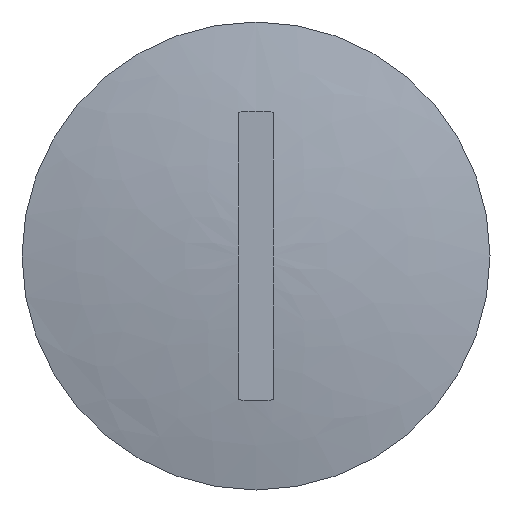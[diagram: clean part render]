
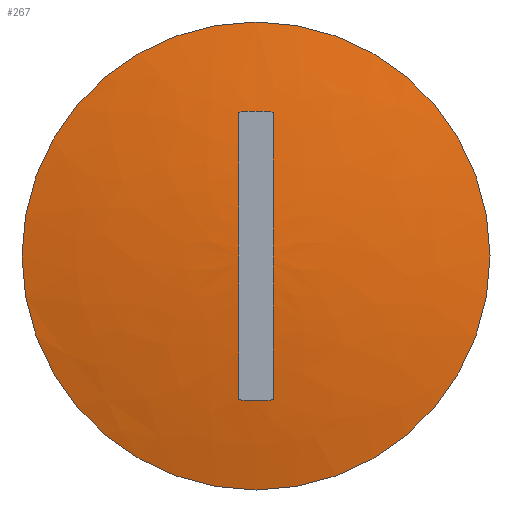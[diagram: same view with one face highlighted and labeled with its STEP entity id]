
A CAD part, left-side view. The second image highlights one B-rep face of the part: STEP entity #267.
In plain terms, the highlighted free-form (B-spline) face has degree [2, 2] with [3, 9] control points.
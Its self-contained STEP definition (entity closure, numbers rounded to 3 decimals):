
#28=(
BOUNDED_CURVE()
B_SPLINE_CURVE(2,(#1129,#1130,#1131),.UNSPECIFIED.,.F.,.F.)
B_SPLINE_CURVE_WITH_KNOTS((3,3),(1.351,1.421),
 .UNSPECIFIED.)
CURVE()
GEOMETRIC_REPRESENTATION_ITEM()
RATIONAL_B_SPLINE_CURVE((1.,0.999,0.998))
REPRESENTATION_ITEM('')
);
#29=(
BOUNDED_SURFACE()
B_SPLINE_SURFACE(2,2,((#1098,#1099,#1100,#1101,#1102,#1103,#1104,#1105,
#1106),(#1107,#1108,#1109,#1110,#1111,#1112,#1113,#1114,#1115),(#1116,#1117,
#1118,#1119,#1120,#1121,#1122,#1123,#1124)),.UNSPECIFIED.,.F.,.T.,.F.)
B_SPLINE_SURFACE_WITH_KNOTS((3,3),(3,2,2,2,3),(-1.52,-1.351),
(-3.142,-1.571,0.,1.571,3.142),
 .UNSPECIFIED.)
GEOMETRIC_REPRESENTATION_ITEM()
RATIONAL_B_SPLINE_SURFACE(((1.,0.707,1.,0.707,1.,
0.707,1.,0.707,1.),(0.996,0.705,
0.996,0.705,0.996,0.705,
0.996,0.705,0.996),(1.,0.707,
1.,0.707,1.,0.707,1.,0.707,1.)))
REPRESENTATION_ITEM('')
SURFACE()
);
#69=FACE_OUTER_BOUND('',#91,.T.);
#91=EDGE_LOOP('',(#225,#226,#227,#228,#229,#230,#231,#232,#233));
#110=CIRCLE('',#322,8.);
#111=CIRCLE('',#323,8.);
#112=CIRCLE('',#324,8.);
#115=CIRCLE('',#330,12.925);
#116=CIRCLE('',#331,12.925);
#132=B_SPLINE_CURVE_WITH_KNOTS('',3,(#1043,#1044,#1045,#1046,#1047,#1048,
#1049,#1050,#1051,#1052,#1053,#1054,#1055,#1056,#1057,#1058,#1059,#1060,
#1061),.UNSPECIFIED.,.F.,.F.,(4,2,2,2,3,2,2,2,4),(-0.768,-0.645,
-0.322,-0.161,0.,0.161,0.322,
0.645,0.768),.UNSPECIFIED.);
#133=B_SPLINE_CURVE_WITH_KNOTS('',3,(#1066,#1067,#1068,#1069,#1070,#1071,
#1072,#1073,#1074,#1075,#1076,#1077,#1078,#1079,#1080,#1081,#1082,#1083,
#1084),.UNSPECIFIED.,.F.,.F.,(4,2,2,2,3,2,2,2,4),(-0.768,-0.645,
-0.322,-0.161,0.,0.161,0.322,
0.645,0.768),.UNSPECIFIED.);
#143=VERTEX_POINT('',#1041);
#144=VERTEX_POINT('',#1042);
#145=VERTEX_POINT('',#1064);
#146=VERTEX_POINT('',#1065);
#147=VERTEX_POINT('',#1087);
#150=VERTEX_POINT('',#1125);
#151=VERTEX_POINT('',#1126);
#171=EDGE_CURVE('',#143,#144,#132,.T.);
#173=EDGE_CURVE('',#145,#146,#133,.T.);
#175=EDGE_CURVE('',#146,#147,#110,.T.);
#176=EDGE_CURVE('',#144,#145,#111,.T.);
#177=EDGE_CURVE('',#147,#143,#112,.T.);
#180=EDGE_CURVE('',#150,#151,#115,.T.);
#181=EDGE_CURVE('',#151,#150,#116,.T.);
#182=EDGE_CURVE('',#151,#147,#28,.T.);
#225=ORIENTED_EDGE('',*,*,#180,.F.);
#226=ORIENTED_EDGE('',*,*,#181,.F.);
#227=ORIENTED_EDGE('',*,*,#182,.T.);
#228=ORIENTED_EDGE('',*,*,#177,.T.);
#229=ORIENTED_EDGE('',*,*,#171,.T.);
#230=ORIENTED_EDGE('',*,*,#176,.T.);
#231=ORIENTED_EDGE('',*,*,#173,.T.);
#232=ORIENTED_EDGE('',*,*,#175,.T.);
#233=ORIENTED_EDGE('',*,*,#182,.F.);
#267=ADVANCED_FACE('',(#69),#29,.F.);
#322=AXIS2_PLACEMENT_3D('',#1088,#377,#378);
#323=AXIS2_PLACEMENT_3D('',#1089,#379,#380);
#324=AXIS2_PLACEMENT_3D('',#1090,#381,#382);
#330=AXIS2_PLACEMENT_3D('',#1127,#393,#394);
#331=AXIS2_PLACEMENT_3D('',#1128,#395,#396);
#377=DIRECTION('center_axis',(1.,0.,0.));
#378=DIRECTION('ref_axis',(0.,0.,-1.));
#379=DIRECTION('center_axis',(1.,0.,0.));
#380=DIRECTION('ref_axis',(0.,0.,-1.));
#381=DIRECTION('center_axis',(1.,0.,0.));
#382=DIRECTION('ref_axis',(0.,0.,-1.));
#393=DIRECTION('center_axis',(1.,0.,0.));
#394=DIRECTION('ref_axis',(0.,0.,-1.));
#395=DIRECTION('center_axis',(1.,0.,0.));
#396=DIRECTION('ref_axis',(0.,0.,-1.));
#1041=CARTESIAN_POINT('',(-8.25,-0.95,7.943));
#1042=CARTESIAN_POINT('',(-8.25,-0.95,-7.943));
#1043=CARTESIAN_POINT('Ctrl Pts',(-8.25,-0.95,7.943));
#1044=CARTESIAN_POINT('Ctrl Pts',(-8.315,-0.95,
7.509));
#1045=CARTESIAN_POINT('Ctrl Pts',(-8.376,-0.95,
7.075));
#1046=CARTESIAN_POINT('Ctrl Pts',(-8.581,-0.95,
5.509));
#1047=CARTESIAN_POINT('Ctrl Pts',(-8.7,-0.95,
4.385));
#1048=CARTESIAN_POINT('Ctrl Pts',(-8.836,-0.95,2.721));
#1049=CARTESIAN_POINT('Ctrl Pts',(-8.875,-0.95,2.171));
#1050=CARTESIAN_POINT('Ctrl Pts',(-8.935,-0.95,1.079));
#1051=CARTESIAN_POINT('Ctrl Pts',(-8.958,-0.95,0.537));
#1052=CARTESIAN_POINT('Ctrl Pts',(-8.958,-0.95,0.));
#1053=CARTESIAN_POINT('Ctrl Pts',(-8.958,-0.95,-0.537));
#1054=CARTESIAN_POINT('Ctrl Pts',(-8.935,-0.95,-1.079));
#1055=CARTESIAN_POINT('Ctrl Pts',(-8.875,-0.95,-2.171));
#1056=CARTESIAN_POINT('Ctrl Pts',(-8.836,-0.95,-2.721));
#1057=CARTESIAN_POINT('Ctrl Pts',(-8.7,-0.95,-4.385));
#1058=CARTESIAN_POINT('Ctrl Pts',(-8.581,-0.95,-5.509));
#1059=CARTESIAN_POINT('Ctrl Pts',(-8.376,-0.95,-7.075));
#1060=CARTESIAN_POINT('Ctrl Pts',(-8.315,-0.95,-7.509));
#1061=CARTESIAN_POINT('Ctrl Pts',(-8.25,-0.95,-7.943));
#1064=CARTESIAN_POINT('',(-8.25,0.95,-7.943));
#1065=CARTESIAN_POINT('',(-8.25,0.95,7.943));
#1066=CARTESIAN_POINT('Ctrl Pts',(-8.25,0.95,-7.943));
#1067=CARTESIAN_POINT('Ctrl Pts',(-8.315,0.95,-7.509));
#1068=CARTESIAN_POINT('Ctrl Pts',(-8.376,0.95,-7.075));
#1069=CARTESIAN_POINT('Ctrl Pts',(-8.581,0.95,-5.509));
#1070=CARTESIAN_POINT('Ctrl Pts',(-8.7,0.95,-4.385));
#1071=CARTESIAN_POINT('Ctrl Pts',(-8.836,0.95,-2.721));
#1072=CARTESIAN_POINT('Ctrl Pts',(-8.875,0.95,-2.171));
#1073=CARTESIAN_POINT('Ctrl Pts',(-8.935,0.95,-1.079));
#1074=CARTESIAN_POINT('Ctrl Pts',(-8.958,0.95,-0.537));
#1075=CARTESIAN_POINT('Ctrl Pts',(-8.958,0.95,0.));
#1076=CARTESIAN_POINT('Ctrl Pts',(-8.958,0.95,0.537));
#1077=CARTESIAN_POINT('Ctrl Pts',(-8.935,0.95,1.079));
#1078=CARTESIAN_POINT('Ctrl Pts',(-8.875,0.95,2.171));
#1079=CARTESIAN_POINT('Ctrl Pts',(-8.836,0.95,2.721));
#1080=CARTESIAN_POINT('Ctrl Pts',(-8.7,0.95,4.385));
#1081=CARTESIAN_POINT('Ctrl Pts',(-8.581,0.95,5.509));
#1082=CARTESIAN_POINT('Ctrl Pts',(-8.376,0.95,7.075));
#1083=CARTESIAN_POINT('Ctrl Pts',(-8.315,0.95,7.509));
#1084=CARTESIAN_POINT('Ctrl Pts',(-8.25,0.95,7.943));
#1087=CARTESIAN_POINT('',(-8.25,0.,8.));
#1088=CARTESIAN_POINT('Origin',(-8.25,0.,0.));
#1089=CARTESIAN_POINT('Origin',(-8.25,0.,0.));
#1090=CARTESIAN_POINT('Origin',(-8.25,0.,0.));
#1098=CARTESIAN_POINT('Ctrl Pts',(-8.958,0.,0.95));
#1099=CARTESIAN_POINT('Ctrl Pts',(-8.958,-0.95,
0.95));
#1100=CARTESIAN_POINT('Ctrl Pts',(-8.958,-0.95,
0.));
#1101=CARTESIAN_POINT('Ctrl Pts',(-8.958,-0.95,
-0.95));
#1102=CARTESIAN_POINT('Ctrl Pts',(-8.958,0.,-0.95));
#1103=CARTESIAN_POINT('Ctrl Pts',(-8.958,0.95,-0.95));
#1104=CARTESIAN_POINT('Ctrl Pts',(-8.958,0.95,0.));
#1105=CARTESIAN_POINT('Ctrl Pts',(-8.958,0.95,0.95));
#1106=CARTESIAN_POINT('Ctrl Pts',(-8.958,0.,0.95));
#1107=CARTESIAN_POINT('Ctrl Pts',(-8.652,0.,7.006));
#1108=CARTESIAN_POINT('Ctrl Pts',(-8.652,-7.006,7.006));
#1109=CARTESIAN_POINT('Ctrl Pts',(-8.652,-7.006,0.));
#1110=CARTESIAN_POINT('Ctrl Pts',(-8.652,-7.006,-7.006));
#1111=CARTESIAN_POINT('Ctrl Pts',(-8.652,0.,-7.006));
#1112=CARTESIAN_POINT('Ctrl Pts',(-8.652,7.006,-7.006));
#1113=CARTESIAN_POINT('Ctrl Pts',(-8.652,7.006,0.));
#1114=CARTESIAN_POINT('Ctrl Pts',(-8.652,7.006,7.006));
#1115=CARTESIAN_POINT('Ctrl Pts',(-8.652,0.,7.006));
#1116=CARTESIAN_POINT('Ctrl Pts',(-7.33,0.,12.925));
#1117=CARTESIAN_POINT('Ctrl Pts',(-7.33,-12.925,12.925));
#1118=CARTESIAN_POINT('Ctrl Pts',(-7.33,-12.925,0.));
#1119=CARTESIAN_POINT('Ctrl Pts',(-7.33,-12.925,-12.925));
#1120=CARTESIAN_POINT('Ctrl Pts',(-7.33,0.,-12.925));
#1121=CARTESIAN_POINT('Ctrl Pts',(-7.33,12.925,-12.925));
#1122=CARTESIAN_POINT('Ctrl Pts',(-7.33,12.925,0.));
#1123=CARTESIAN_POINT('Ctrl Pts',(-7.33,12.925,12.925));
#1124=CARTESIAN_POINT('Ctrl Pts',(-7.33,0.,12.925));
#1125=CARTESIAN_POINT('',(-7.33,12.925,0.));
#1126=CARTESIAN_POINT('',(-7.33,0.,12.925));
#1127=CARTESIAN_POINT('Origin',(-7.33,0.,0.));
#1128=CARTESIAN_POINT('Origin',(-7.33,0.,0.));
#1129=CARTESIAN_POINT('Ctrl Pts',(-7.33,0.,12.925));
#1130=CARTESIAN_POINT('Ctrl Pts',(-7.876,0.,10.479));
#1131=CARTESIAN_POINT('Ctrl Pts',(-8.25,0.,8.));
